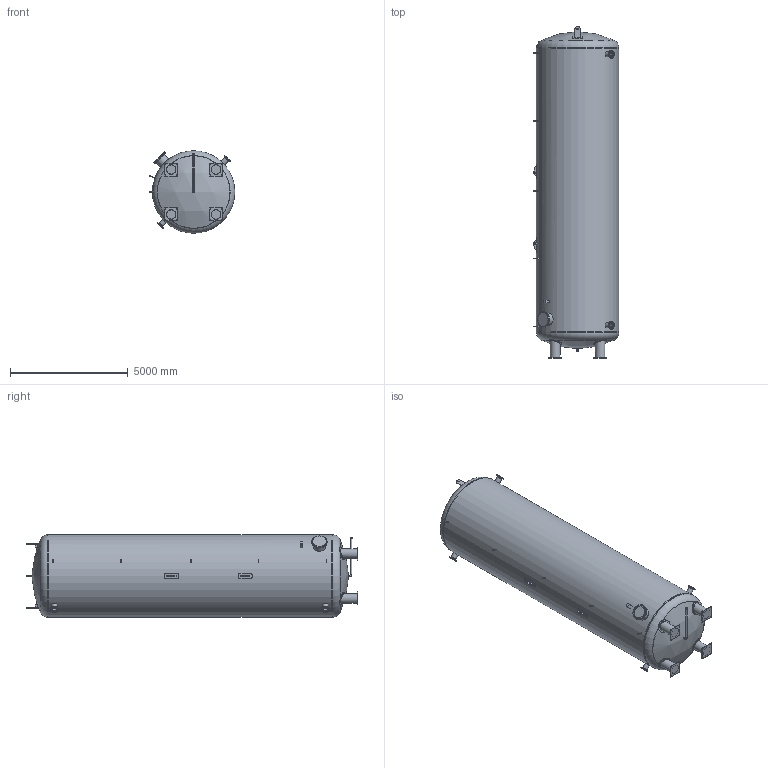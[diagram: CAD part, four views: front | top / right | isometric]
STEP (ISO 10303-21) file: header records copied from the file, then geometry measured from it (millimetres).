
FILE_DESCRIPTION(/* description */ (''),/* implementation_level */ '2;1');
FILE_NAME(/* name */ 'Ø3500_123_3_200_RF_WZ2.stp',/* time_stamp */ '2020-07-08T13:58:29+02:00',/* author */ ('ch'),/* organization */ ('DEHOUST GmbH Heidenau'),/* preprocessor_version */ 'ST-DEVELOPER v17.2',/* originating_system */ 'Autodesk Inventor 2019',/* authorisation */ '');
FILE_SCHEMA (('AUTOMOTIVE_DESIGN { 1 0 10303 214 3 1 1 }'));
Length unit declared in the file: millimetre
Products named in the file (28): 814701; Klöpper_Gew_PL2019-03; Klöpper_Gew_PL2019-01; Standard (DIN); TÖB_Puffer_PL2019-01; Fuß_Puffer_PL2019-01; Dom DN500_1092-1-01_PN6_6x370_2019; DIN EN 10220-1 - 508 x 6,3 - 370; Flansch DN500 DIN2573; Blindflansch DN500 DIN2527; DN200 mB  Ø3500_180°_200; DIN 2633 schweißhalsflansch Typ C Serie 1 (ISO) - PN 16 200 x 219.
1; DIN 2605 90 Grad Schenkelrohrtyp 3 219.1 - 6.3S; DIN EN 10220-1 - 219,1 x 6,3 - 1530; TÖM_100+_Ø3500_schwer_2018; Muffe Thermo Iso200; DIN EN 10220-1 - 26,9 x 2,6 - 250; ISO 4145 Fassung M2 1/2; Iso200_Ø3500_123_Alu; Entlüftung 1 Iso200_2019; DIN EN 10220-1 - 33,7 x 3,2 - 230; ISO 4145 Fassung M2 1; Schildbrücke Pu-Iso200; Entleerung 2_ mB_1500_Ø3500_P29079; DIN EN 10220-1 - 60,3 x 4 - 1500; DIN 2605 90 Grad Schenkelrohrtyp 3 60.3 - 2S; ISO 4144 Fassung S2 2; DIN EN 10220-1 - 60,3 x 4 - 50
Assembly tree (39 placements, depth 3):
  814701
    Klöpper_Gew_PL2019-03
    Klöpper_Gew_PL2019-01
    Standard (DIN)
    TÖB_Puffer_PL2019-01  x2
    Fuß_Puffer_PL2019-01  x4
    Dom DN500_1092-1-01_PN6_6x370_2019
      DIN EN 10220-1 - 508 x 6,3 - 370
      Flansch DN500 DIN2573
      Blindflansch DN500 DIN2527
    DN200 mB  Ø3500_180°_200  x4
      DIN 2633 schweißhalsflansch Typ C Serie 1 (ISO) - PN 16 200 x 219.
1
      DIN 2605 90 Grad Schenkelrohrtyp 3 219.1 - 6.3S
      DIN EN 10220-1 - 219,1 x 6,3 - 1530
    TÖM_100+_Ø3500_schwer_2018  x2
    Muffe Thermo Iso200  x5
      DIN EN 10220-1 - 26,9 x 2,6 - 250
      ISO 4145 Fassung M2 1/2
    Iso200_Ø3500_123_Alu
    Entlüftung 1 Iso200_2019
      DIN EN 10220-1 - 33,7 x 3,2 - 230
      ISO 4145 Fassung M2 1
    Schildbrücke Pu-Iso200
    Entleerung 2_ mB_1500_Ø3500_P29079
      DIN EN 10220-1 - 60,3 x 4 - 1500
      DIN 2605 90 Grad Schenkelrohrtyp 3 60.3 - 2S
      ISO 4144 Fassung S2 2
      DIN EN 10220-1 - 60,3 x 4 - 50
Bounding box: 3642 x 14092.54 x 3500 mm (x, y, z)
Volume: 1767127842.2 mm3; surface area: 343702934.8 mm2
Topology: 58 solids, 58 shells, 453 faces, 1075 edges, 748 vertices
Faces by surface type: cylinder 231, plane 176, torus 22, sphere 20, cone 4
Full cylindrical faces by diameter (mm): 5.8 x4, 18.631 x5, 21.7 x5, 22 x88, 24 x16, 26.4 x5, 26.9 x10, 27.3 x1, 30.291 x1, 33.7 x1, 39.5 x1, 52.3 x2, 56.656 x1, 60 x2, 60.3 x4, 68 x1, 72 x2, 206.5 x4, 207.3 x4, 219.1 x12, 268 x4, 340 x4, 388.8 x4, 406.4 x4, 495.4 x1, 508 x3, 560 x4, 645 x2, 3474 x1, 3484 x1
Entity records: 10144 total; most frequent: CARTESIAN_POINT 2870, DIRECTION 1407, ORIENTED_EDGE 1156, AXIS2_PLACEMENT_3D 591, EDGE_CURVE 578, EDGE_LOOP 417, VERTEX_POINT 401, CIRCLE 289
